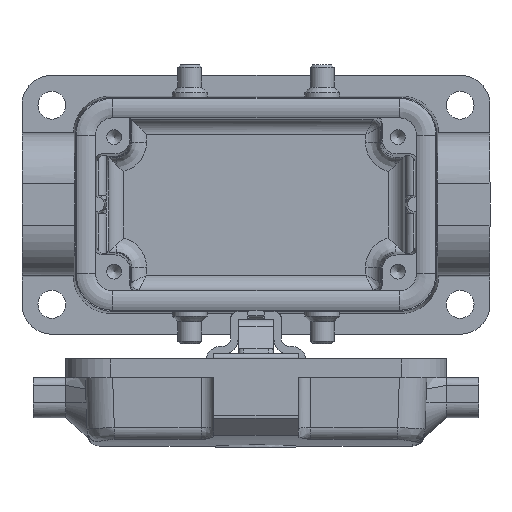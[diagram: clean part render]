
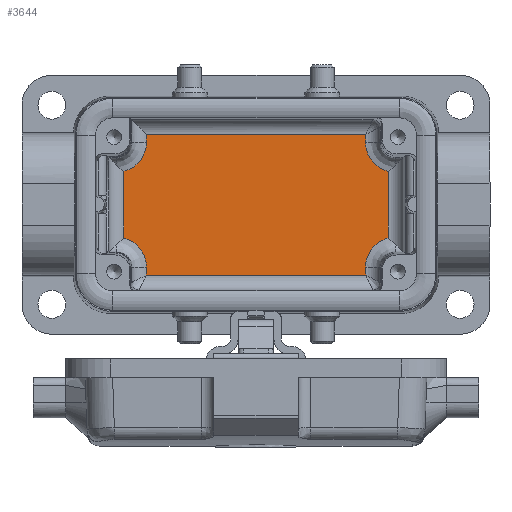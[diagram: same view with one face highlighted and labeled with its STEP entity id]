
A CAD part, top view. The second image highlights one B-rep face of the part: STEP entity #3644.
In plain terms, the highlighted planar face has unit normal (0, 0, 1).
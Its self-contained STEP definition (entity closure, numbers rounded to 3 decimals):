
#3644=ADVANCED_FACE('',(#4588),#4122,.F.);
#4122=PLANE('',#15197);
#4588=FACE_OUTER_BOUND('',#5216,.T.);
#5216=EDGE_LOOP('',(#8205,#8206,#8207,#8208,#8209,#8210,#8211,#8212,#8213,
#8214,#8215,#8216));
#5626=ELLIPSE('',#15162,6.002,6.);
#5628=ELLIPSE('',#15167,6.002,6.);
#5632=ELLIPSE('',#15174,6.002,6.);
#5633=ELLIPSE('',#15177,6.002,6.);
#8205=ORIENTED_EDGE('',*,*,#11668,.T.);
#8206=ORIENTED_EDGE('',*,*,#11695,.T.);
#8207=ORIENTED_EDGE('',*,*,#11696,.T.);
#8208=ORIENTED_EDGE('',*,*,#11697,.T.);
#8209=ORIENTED_EDGE('',*,*,#11665,.T.);
#8210=ORIENTED_EDGE('',*,*,#11657,.T.);
#8211=ORIENTED_EDGE('',*,*,#11655,.T.);
#8212=ORIENTED_EDGE('',*,*,#11689,.T.);
#8213=ORIENTED_EDGE('',*,*,#11698,.T.);
#8214=ORIENTED_EDGE('',*,*,#11684,.T.);
#8215=ORIENTED_EDGE('',*,*,#11650,.T.);
#8216=ORIENTED_EDGE('',*,*,#11429,.T.);
#10081=VERTEX_POINT('',#22727);
#10082=VERTEX_POINT('',#22729);
#10233=VERTEX_POINT('',#23369);
#10237=VERTEX_POINT('',#23407);
#10238=VERTEX_POINT('',#23409);
#10239=VERTEX_POINT('',#23445);
#10244=VERTEX_POINT('',#23459);
#10246=VERTEX_POINT('',#23496);
#10256=VERTEX_POINT('',#23562);
#10259=VERTEX_POINT('',#23599);
#10264=VERTEX_POINT('',#23621);
#10265=VERTEX_POINT('',#23623);
#11429=EDGE_CURVE('',#10082,#10081,#12727,.T.);
#11650=EDGE_CURVE('',#10233,#10082,#5626,.T.);
#11655=EDGE_CURVE('',#10238,#10237,#5628,.T.);
#11657=EDGE_CURVE('',#10239,#10238,#12856,.T.);
#11665=EDGE_CURVE('',#10244,#10239,#5632,.T.);
#11668=EDGE_CURVE('',#10081,#10246,#5633,.T.);
#11684=EDGE_CURVE('',#10259,#10233,#12865,.T.);
#11689=EDGE_CURVE('',#10237,#10256,#12868,.T.);
#11695=EDGE_CURVE('',#10246,#10264,#12872,.T.);
#11696=EDGE_CURVE('',#10264,#10265,#12873,.T.);
#11697=EDGE_CURVE('',#10265,#10244,#12874,.T.);
#11698=EDGE_CURVE('',#10256,#10259,#12875,.T.);
#12727=LINE('',#22728,#13669);
#12856=LINE('',#23444,#13798);
#12865=LINE('',#23598,#13807);
#12868=LINE('',#23608,#13810);
#12872=LINE('',#23620,#13814);
#12873=LINE('',#23622,#13815);
#12874=LINE('',#23624,#13816);
#12875=LINE('',#23625,#13817);
#13669=VECTOR('',#16909,1.);
#13798=VECTOR('',#17334,1.);
#13807=VECTOR('',#17381,1.);
#13810=VECTOR('',#17392,1.);
#13814=VECTOR('',#17408,1.);
#13815=VECTOR('',#17409,1.);
#13816=VECTOR('',#17410,1.);
#13817=VECTOR('',#17411,1.);
#15162=AXIS2_PLACEMENT_3D('',#23368,#17322,#17323);
#15167=AXIS2_PLACEMENT_3D('',#23408,#17332,#17333);
#15174=AXIS2_PLACEMENT_3D('',#23463,#17348,#17349);
#15177=AXIS2_PLACEMENT_3D('',#23497,#17354,#17355);
#15197=AXIS2_PLACEMENT_3D('',#23626,#17412,#17413);
#16909=DIRECTION('',(0.,-1.,0.));
#17322=DIRECTION('',(0.,0.,-1.));
#17323=DIRECTION('',(-0.707,0.707,0.));
#17332=DIRECTION('',(0.,0.,-1.));
#17333=DIRECTION('',(0.707,0.707,0.));
#17334=DIRECTION('',(0.,1.,0.));
#17348=DIRECTION('',(0.,0.,-1.));
#17349=DIRECTION('',(-0.707,0.707,0.));
#17354=DIRECTION('',(0.,0.,-1.));
#17355=DIRECTION('',(0.707,0.707,0.));
#17381=DIRECTION('',(0.,-1.,0.));
#17392=DIRECTION('',(0.,1.,0.));
#17408=DIRECTION('',(0.,-1.,0.));
#17409=DIRECTION('',(1.,0.,0.));
#17410=DIRECTION('',(0.,1.,0.));
#17411=DIRECTION('',(-1.,0.,0.));
#17412=DIRECTION('',(0.,0.,-1.));
#17413=DIRECTION('',(-1.,0.,0.));
#22727=CARTESIAN_POINT('',(-26.586,-6.704,-38.25));
#22728=CARTESIAN_POINT('',(-26.586,-9.482,-38.25));
#22729=CARTESIAN_POINT('',(-26.586,6.704,-38.25));
#23368=CARTESIAN_POINT('',(-28.006,12.535,-38.25));
#23369=CARTESIAN_POINT('',(-22.005,12.533,-38.25));
#23407=CARTESIAN_POINT('',(22.005,12.533,-38.25));
#23408=CARTESIAN_POINT('',(28.006,12.535,-38.25));
#23409=CARTESIAN_POINT('',(26.586,6.704,-38.25));
#23444=CARTESIAN_POINT('',(26.586,-17.75,-38.25));
#23445=CARTESIAN_POINT('',(26.586,-6.704,-38.25));
#23459=CARTESIAN_POINT('',(22.005,-12.533,-38.25));
#23463=CARTESIAN_POINT('',(28.006,-12.535,-38.25));
#23496=CARTESIAN_POINT('',(-22.005,-12.533,-38.25));
#23497=CARTESIAN_POINT('',(-28.006,-12.535,-38.25));
#23562=CARTESIAN_POINT('',(22.005,14.132,-38.25));
#23598=CARTESIAN_POINT('',(-22.005,12.482,-38.25));
#23599=CARTESIAN_POINT('',(-22.005,14.132,-38.25));
#23608=CARTESIAN_POINT('',(22.005,15.555,-38.25));
#23620=CARTESIAN_POINT('',(-22.005,-15.555,-38.25));
#23621=CARTESIAN_POINT('',(-22.005,-14.132,-38.25));
#23622=CARTESIAN_POINT('',(24.953,-14.132,-38.25));
#23623=CARTESIAN_POINT('',(22.005,-14.132,-38.25));
#23624=CARTESIAN_POINT('',(22.005,-12.482,-38.25));
#23625=CARTESIAN_POINT('',(24.953,14.132,-38.25));
#23626=CARTESIAN_POINT('',(24.953,-17.75,-38.25));
